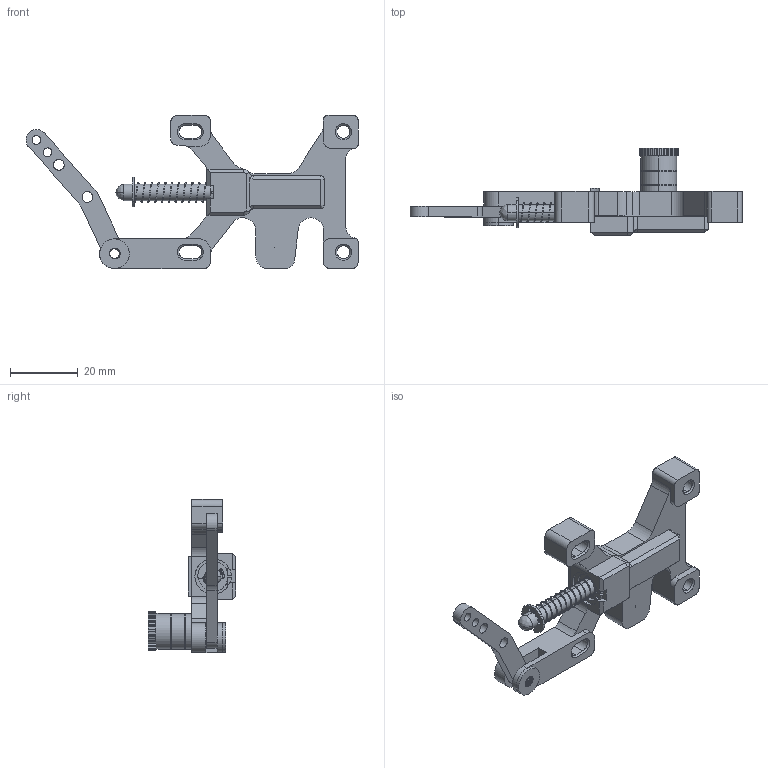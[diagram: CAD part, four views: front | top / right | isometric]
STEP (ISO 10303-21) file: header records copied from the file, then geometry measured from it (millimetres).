
FILE_DESCRIPTION(('FreeCAD Model'),'2;1');
FILE_NAME('Open CASCADE Shape Model','2025-05-04T20:25:43',('FreeCAD'),( 'FreeCAD'),'Open CASCADE STEP processor 7.6','FreeCAD','Unknown');
FILE_SCHEMA(('AUTOMOTIVE_DESIGN { 1 0 10303 214 1 1 1 1 }'));
Products named in the file (1): Open CASCADE STEP translator 7.6 1
Bounding box: 97.96 x 25.74 x 45.14 mm (x, y, z)
Volume: 14382.7 mm3; surface area: 11340.9 mm2
Topology: 8 solids, 8 shells, 596 faces, 1657 edges, 1078 vertices
Faces by surface type: bspline 596
Entity records: 41932 total; most frequent: CARTESIAN_POINT 32852, ORIENTED_EDGE 3306, EDGE_CURVE 1653, VERTEX_POINT 1078, B_SPLINE_CURVE_WITH_KNOTS 937, FACE_BOUND 641, EDGE_LOOP 641, ADVANCED_FACE 596
